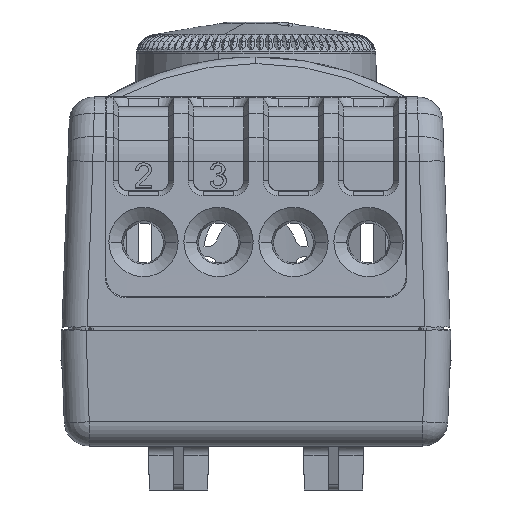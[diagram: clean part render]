
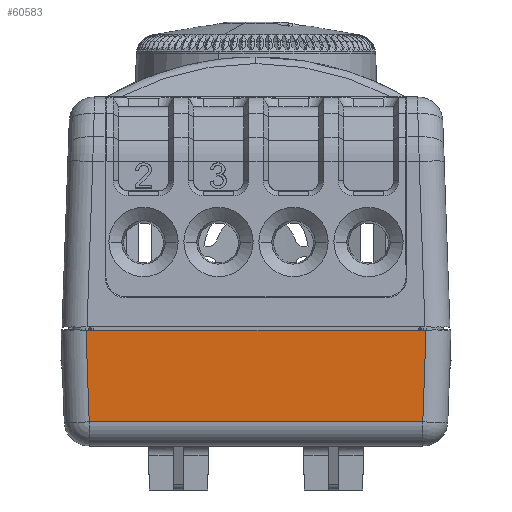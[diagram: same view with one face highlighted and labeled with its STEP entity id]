
A CAD part, front view. The second image highlights one B-rep face of the part: STEP entity #60583.
In plain terms, the highlighted face is planar.
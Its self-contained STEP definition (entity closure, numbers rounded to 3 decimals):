
#44613=CARTESIAN_POINT('',(-17.001,-28.,
-5.8));
#48247=DIRECTION('',(0.035,-0.035,-0.999));
#48248=VECTOR('',#48247,9.198);
#48249=CARTESIAN_POINT('',(16.681,-27.679,
3.387));
#48250=LINE('',#48249,#48248);
#48251=DIRECTION('',(-1.,0.,0.));
#48252=VECTOR('',#48251,34.003);
#48253=CARTESIAN_POINT('',(17.002,-28.,
-5.8));
#48254=LINE('',#48253,#48252);
#48255=DIRECTION('',(0.035,0.035,0.999));
#48256=VECTOR('',#48255,9.198);
#48257=CARTESIAN_POINT('',(-17.001,-28.,
-5.8));
#48258=LINE('',#48257,#48256);
#48263=DIRECTION('',(-1.,0.,0.));
#48264=VECTOR('',#48263,33.361);
#48265=CARTESIAN_POINT('',(16.681,-27.679,
3.387));
#48266=LINE('',#48265,#48264);
#53126=VERTEX_POINT('',#44613);
#53127=CARTESIAN_POINT('',(17.002,-28.,
-5.8));
#53128=VERTEX_POINT('',#53127);
#53148=CARTESIAN_POINT('',(-16.681,-27.679,
3.387));
#53150=VERTEX_POINT('',#53148);
#53711=CARTESIAN_POINT('',(16.681,-27.679,
3.387));
#53712=VERTEX_POINT('',#53711);
#60571=CARTESIAN_POINT('',(-21.37,-28.,-5.8));
#60572=DIRECTION('',(0.,-0.999,0.035));
#60573=DIRECTION('',(-1.,0.,0.));
#60574=AXIS2_PLACEMENT_3D('',#60571,#60572,#60573);
#60575=PLANE('',#60574);
#60577=ORIENTED_EDGE('',*,*,#60576,.F.);
#60578=ORIENTED_EDGE('',*,*,#60566,.T.);
#60579=ORIENTED_EDGE('',*,*,#55982,.T.);
#60580=ORIENTED_EDGE('',*,*,#56030,.T.);
#60581=EDGE_LOOP('',(#60577,#60578,#60579,#60580));
#60582=FACE_OUTER_BOUND('',#60581,.F.);
#60583=ADVANCED_FACE('',(#60582),#60575,.T.);
#55982=EDGE_CURVE('',#53128,#53126,#48254,.T.);
#56030=EDGE_CURVE('',#53126,#53150,#48258,.T.);
#60566=EDGE_CURVE('',#53712,#53128,#48250,.T.);
#60576=EDGE_CURVE('',#53712,#53150,#48266,.T.);
